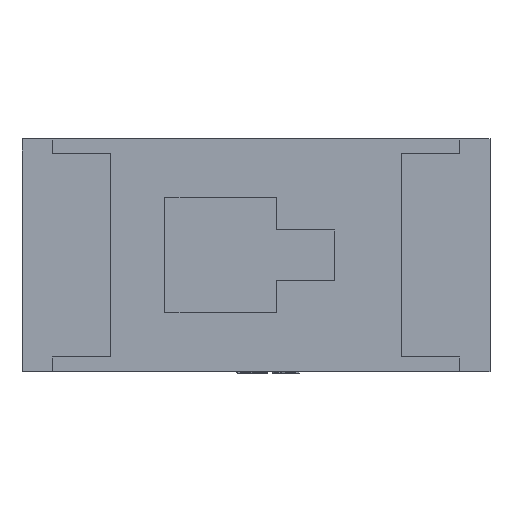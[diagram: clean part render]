
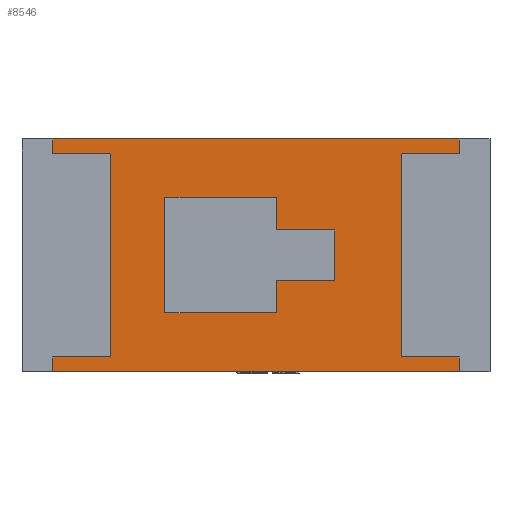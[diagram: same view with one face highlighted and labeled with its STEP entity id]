
A CAD part, top view. The second image highlights one B-rep face of the part: STEP entity #8546.
In plain terms, the highlighted planar face has unit normal (0, 0, 1).
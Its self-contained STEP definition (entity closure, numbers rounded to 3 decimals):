
#442 = CARTESIAN_POINT ( 'NONE',  ( 0.143, -0.174, 0.3 ) ) ;
#625 = CARTESIAN_POINT ( 'NONE',  ( 0.143, 0.174, 0.3 ) ) ;
#745 = EDGE_CURVE ( 'NONE', #3456, #10219, #4726, .T. ) ;
#1059 = LINE ( 'NONE', #8547, #2593 ) ;
#1089 = CARTESIAN_POINT ( 'NONE',  ( -1.6, 0.8, 0.3 ) ) ;
#1285 = CARTESIAN_POINT ( 'NONE',  ( 0.543, 0.174, 0.3 ) ) ;
#1497 = CARTESIAN_POINT ( 'NONE',  ( -0.627, 0.397, 0.3 ) ) ;
#1637 = CARTESIAN_POINT ( 'NONE',  ( 0.143, 0.397, 0.3 ) ) ;
#1809 = LINE ( 'NONE', #13467, #5631 ) ;
#1848 = LINE ( 'NONE', #625, #8085 ) ;
#2244 = DIRECTION ( 'NONE',  ( 0., 0., 1. ) ) ;
#2593 = VECTOR ( 'NONE', #11784, 1000. ) ;
#2621 = CARTESIAN_POINT ( 'NONE',  ( 1.6, 0.8, 0.3 ) ) ;
#2655 = EDGE_LOOP ( 'NONE', ( #11182, #3478, #13246, #11070, #7368, #11904, #8561, #4180 ) ) ;
#2797 = CARTESIAN_POINT ( 'NONE',  ( 1.6, 0.8, 0.3 ) ) ;
#2877 = CARTESIAN_POINT ( 'NONE',  ( 1.6, -0.8, 0.3 ) ) ;
#3277 = CARTESIAN_POINT ( 'NONE',  ( 0.143, -0.397, 0.3 ) ) ;
#3345 = EDGE_CURVE ( 'NONE', #12868, #5798, #13224, .T. ) ;
#3456 = VERTEX_POINT ( 'NONE', #2877 ) ;
#3478 = ORIENTED_EDGE ( 'NONE', *, *, #9100, .F. ) ;
#3490 = CARTESIAN_POINT ( 'NONE',  ( -1.6, 0.8, 0.3 ) ) ;
#3491 = EDGE_CURVE ( 'NONE', #11701, #7707, #5963, .T. ) ;
#3502 = LINE ( 'NONE', #4484, #5205 ) ;
#3642 = VERTEX_POINT ( 'NONE', #1497 ) ;
#3703 = VERTEX_POINT ( 'NONE', #6808 ) ;
#3821 = VERTEX_POINT ( 'NONE', #3490 ) ;
#3940 = ORIENTED_EDGE ( 'NONE', *, *, #12218, .T. ) ;
#4142 = VECTOR ( 'NONE', #12888, 1000. ) ;
#4180 = ORIENTED_EDGE ( 'NONE', *, *, #13162, .F. ) ;
#4233 = CARTESIAN_POINT ( 'NONE',  ( -1.6, -0.8, 0.3 ) ) ;
#4307 = CARTESIAN_POINT ( 'NONE',  ( 0., 0., 0.3 ) ) ;
#4465 = LINE ( 'NONE', #1285, #10971 ) ;
#4484 = CARTESIAN_POINT ( 'NONE',  ( -1.6, 0.8, 0.3 ) ) ;
#4726 = LINE ( 'NONE', #2797, #8452 ) ;
#5205 = VECTOR ( 'NONE', #7734, 1000. ) ;
#5235 = EDGE_LOOP ( 'NONE', ( #5974, #3940, #8456, #12786 ) ) ;
#5274 = CARTESIAN_POINT ( 'NONE',  ( 0.143, 0.174, 0.3 ) ) ;
#5318 = LINE ( 'NONE', #8669, #4142 ) ;
#5631 = VECTOR ( 'NONE', #5994, 1000. ) ;
#5798 = VERTEX_POINT ( 'NONE', #9306 ) ;
#5963 = LINE ( 'NONE', #7087, #10592 ) ;
#5974 = ORIENTED_EDGE ( 'NONE', *, *, #12055, .T. ) ;
#5994 = DIRECTION ( 'NONE',  ( -1., 0., 0. ) ) ;
#6272 = EDGE_CURVE ( 'NONE', #3642, #11145, #9713, .T. ) ;
#6335 = LINE ( 'NONE', #1089, #8110 ) ;
#6592 = FACE_BOUND ( 'NONE', #2655, .T. ) ;
#6808 = CARTESIAN_POINT ( 'NONE',  ( 0.543, 0.174, 0.3 ) ) ;
#7024 = DIRECTION ( 'NONE',  ( 0., 1., 0. ) ) ;
#7087 = CARTESIAN_POINT ( 'NONE',  ( 0.143, -0.397, 0.3 ) ) ;
#7152 = EDGE_CURVE ( 'NONE', #7707, #9477, #8734, .T. ) ;
#7368 = ORIENTED_EDGE ( 'NONE', *, *, #12549, .F. ) ;
#7599 = DIRECTION ( 'NONE',  ( 0., -1., 0. ) ) ;
#7602 = DIRECTION ( 'NONE',  ( 1., 0., 0. ) ) ;
#7707 = VERTEX_POINT ( 'NONE', #12858 ) ;
#7734 = DIRECTION ( 'NONE',  ( 0., -1., 0. ) ) ;
#8085 = VECTOR ( 'NONE', #11334, 1000. ) ;
#8110 = VECTOR ( 'NONE', #10442, 1000. ) ;
#8252 = EDGE_CURVE ( 'NONE', #3703, #12868, #1848, .T. ) ;
#8277 = AXIS2_PLACEMENT_3D ( 'NONE', #4307, #2244, #10738 ) ;
#8452 = VECTOR ( 'NONE', #13483, 1000. ) ;
#8456 = ORIENTED_EDGE ( 'NONE', *, *, #12857, .T. ) ;
#8531 = VERTEX_POINT ( 'NONE', #4233 ) ;
#8546 = ADVANCED_FACE ( 'NONE', ( #6592, #10604 ), #9798, .T. ) ;
#8547 = CARTESIAN_POINT ( 'NONE',  ( -1.6, -0.8, 0.3 ) ) ;
#8561 = ORIENTED_EDGE ( 'NONE', *, *, #3491, .F. ) ;
#8669 = CARTESIAN_POINT ( 'NONE',  ( -0.627, -0.397, 0.3 ) ) ;
#8734 = LINE ( 'NONE', #442, #11382 ) ;
#9100 = EDGE_CURVE ( 'NONE', #5798, #3642, #1809, .T. ) ;
#9306 = CARTESIAN_POINT ( 'NONE',  ( 0.143, 0.397, 0.3 ) ) ;
#9393 = VECTOR ( 'NONE', #7599, 1000. ) ;
#9477 = VERTEX_POINT ( 'NONE', #9905 ) ;
#9713 = LINE ( 'NONE', #12889, #9393 ) ;
#9798 = PLANE ( 'NONE',  #8277 ) ;
#9905 = CARTESIAN_POINT ( 'NONE',  ( 0.543, -0.174, 0.3 ) ) ;
#10219 = VERTEX_POINT ( 'NONE', #2621 ) ;
#10284 = DIRECTION ( 'NONE',  ( 0., 1., 0. ) ) ;
#10382 = VECTOR ( 'NONE', #7024, 1000. ) ;
#10442 = DIRECTION ( 'NONE',  ( -1., 0., 0. ) ) ;
#10592 = VECTOR ( 'NONE', #10284, 1000. ) ;
#10604 = FACE_OUTER_BOUND ( 'NONE', #5235, .T. ) ;
#10738 = DIRECTION ( 'NONE',  ( 1., 0., 0. ) ) ;
#10749 = DIRECTION ( 'NONE',  ( 0., 1., 0. ) ) ;
#10971 = VECTOR ( 'NONE', #10749, 1000. ) ;
#11070 = ORIENTED_EDGE ( 'NONE', *, *, #8252, .F. ) ;
#11145 = VERTEX_POINT ( 'NONE', #11768 ) ;
#11182 = ORIENTED_EDGE ( 'NONE', *, *, #6272, .F. ) ;
#11334 = DIRECTION ( 'NONE',  ( -1., 0., 0. ) ) ;
#11382 = VECTOR ( 'NONE', #7602, 1000. ) ;
#11701 = VERTEX_POINT ( 'NONE', #3277 ) ;
#11768 = CARTESIAN_POINT ( 'NONE',  ( -0.627, -0.397, 0.3 ) ) ;
#11784 = DIRECTION ( 'NONE',  ( 1., 0., 0. ) ) ;
#11904 = ORIENTED_EDGE ( 'NONE', *, *, #7152, .F. ) ;
#12055 = EDGE_CURVE ( 'NONE', #10219, #3821, #6335, .T. ) ;
#12218 = EDGE_CURVE ( 'NONE', #3821, #8531, #3502, .T. ) ;
#12549 = EDGE_CURVE ( 'NONE', #9477, #3703, #4465, .T. ) ;
#12786 = ORIENTED_EDGE ( 'NONE', *, *, #745, .T. ) ;
#12857 = EDGE_CURVE ( 'NONE', #8531, #3456, #1059, .T. ) ;
#12858 = CARTESIAN_POINT ( 'NONE',  ( 0.143, -0.174, 0.3 ) ) ;
#12868 = VERTEX_POINT ( 'NONE', #5274 ) ;
#12888 = DIRECTION ( 'NONE',  ( 1., 0., 0. ) ) ;
#12889 = CARTESIAN_POINT ( 'NONE',  ( -0.627, 0.397, 0.3 ) ) ;
#13162 = EDGE_CURVE ( 'NONE', #11145, #11701, #5318, .T. ) ;
#13224 = LINE ( 'NONE', #1637, #10382 ) ;
#13246 = ORIENTED_EDGE ( 'NONE', *, *, #3345, .F. ) ;
#13467 = CARTESIAN_POINT ( 'NONE',  ( -0.627, 0.397, 0.3 ) ) ;
#13483 = DIRECTION ( 'NONE',  ( 0., 1., 0. ) ) ;
